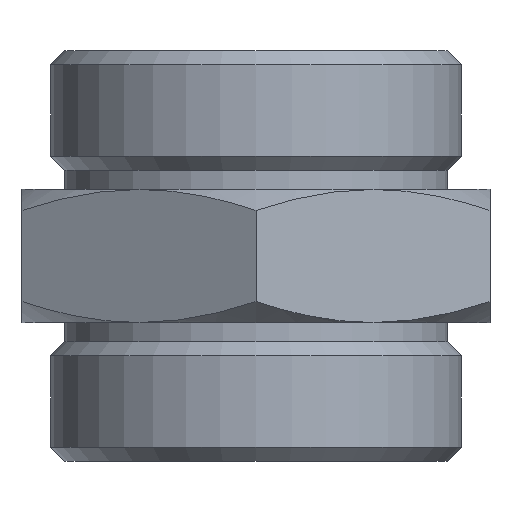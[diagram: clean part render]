
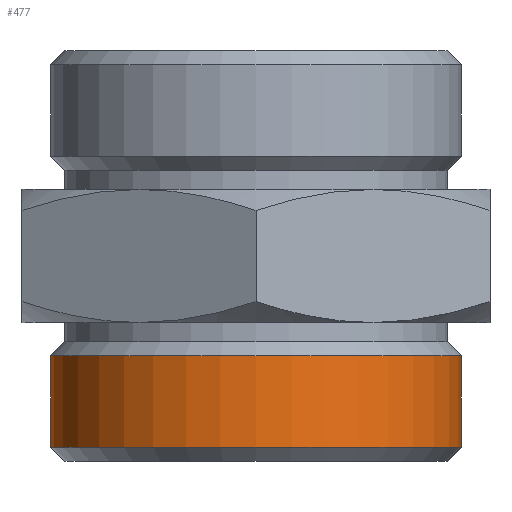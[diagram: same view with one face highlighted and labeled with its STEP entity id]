
A CAD part, front view. The second image highlights one B-rep face of the part: STEP entity #477.
In plain terms, the highlighted cylindrical face has radius 18 mm (diameter 36 mm), a full revolution.
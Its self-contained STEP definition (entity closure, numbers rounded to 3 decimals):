
#35=CYLINDRICAL_SURFACE('',#548,18.);
#71=CIRCLE('',#547,18.);
#72=CIRCLE('',#549,18.);
#131=ORIENTED_EDGE('',*,*,#242,.T.);
#132=ORIENTED_EDGE('',*,*,#241,.F.);
#241=EDGE_CURVE('',#293,#293,#71,.T.);
#242=EDGE_CURVE('',#294,#294,#72,.T.);
#293=VERTEX_POINT('',#876);
#294=VERTEX_POINT('',#879);
#357=EDGE_LOOP('',(#131));
#358=EDGE_LOOP('',(#132));
#413=FACE_BOUND('',#357,.T.);
#414=FACE_BOUND('',#358,.T.);
#477=ADVANCED_FACE('',(#413,#414),#35,.T.);
#547=AXIS2_PLACEMENT_3D('',#875,#656,#657);
#548=AXIS2_PLACEMENT_3D('',#877,#658,#659);
#549=AXIS2_PLACEMENT_3D('',#878,#660,#661);
#656=DIRECTION('',(0.,0.,-1.));
#657=DIRECTION('',(-1.,0.,0.));
#658=DIRECTION('',(0.,0.,-1.));
#659=DIRECTION('',(-1.,0.,0.));
#660=DIRECTION('',(0.,0.,-1.));
#661=DIRECTION('',(-1.,0.,0.));
#875=CARTESIAN_POINT('',(0.,0.,-27.273));
#876=CARTESIAN_POINT('',(-18.,0.,-27.273));
#877=CARTESIAN_POINT('',(0.,0.,-28.5));
#878=CARTESIAN_POINT('',(0.,0.,-19.227));
#879=CARTESIAN_POINT('',(-18.,0.,-19.227));
